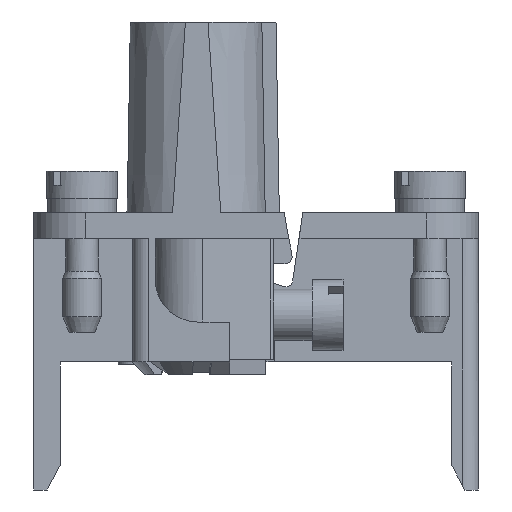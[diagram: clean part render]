
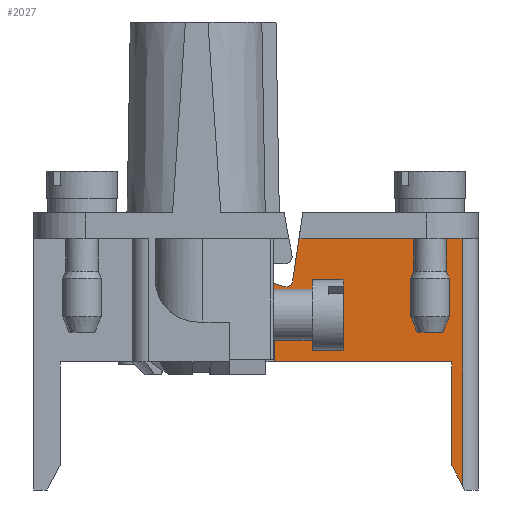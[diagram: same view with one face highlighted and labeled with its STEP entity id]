
A CAD part, left-side view. The second image highlights one B-rep face of the part: STEP entity #2027.
In plain terms, the highlighted planar face has unit normal (-1, 0, 0).
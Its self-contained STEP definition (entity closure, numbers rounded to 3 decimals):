
#1501=FACE_OUTER_BOUND('',#3514,.T.);
#2027=ADVANCED_FACE('',(#1501),#2635,.F.);
#2635=PLANE('',#12683);
#3514=EDGE_LOOP('',(#4613,#4614,#4615,#4616,#4617,#4618,#4619,#4620,#4621,
#4622,#4623,#4624,#4625,#4626,#4627,#4628,#4629));
#4215=CIRCLE('',#12677,0.95);
#4216=CIRCLE('',#12680,0.55);
#4217=CIRCLE('',#12681,1.44);
#4218=CIRCLE('',#12682,1.05);
#4613=ORIENTED_EDGE('',*,*,#8758,.T.);
#4614=ORIENTED_EDGE('',*,*,#8755,.T.);
#4615=ORIENTED_EDGE('',*,*,#8759,.T.);
#4616=ORIENTED_EDGE('',*,*,#8760,.T.);
#4617=ORIENTED_EDGE('',*,*,#8729,.T.);
#4618=ORIENTED_EDGE('',*,*,#8761,.F.);
#4619=ORIENTED_EDGE('',*,*,#8762,.T.);
#4620=ORIENTED_EDGE('',*,*,#8688,.F.);
#4621=ORIENTED_EDGE('',*,*,#8763,.T.);
#4622=ORIENTED_EDGE('',*,*,#8764,.T.);
#4623=ORIENTED_EDGE('',*,*,#8765,.T.);
#4624=ORIENTED_EDGE('',*,*,#8766,.F.);
#4625=ORIENTED_EDGE('',*,*,#8767,.F.);
#4626=ORIENTED_EDGE('',*,*,#8768,.F.);
#4627=ORIENTED_EDGE('',*,*,#8769,.F.);
#4628=ORIENTED_EDGE('',*,*,#8770,.F.);
#4629=ORIENTED_EDGE('',*,*,#8771,.F.);
#7634=VERTEX_POINT('',#16602);
#7635=VERTEX_POINT('',#16604);
#7665=VERTEX_POINT('',#16797);
#7672=VERTEX_POINT('',#16810);
#7686=VERTEX_POINT('',#16855);
#7688=VERTEX_POINT('',#16859);
#7689=VERTEX_POINT('',#16866);
#7690=VERTEX_POINT('',#16868);
#7691=VERTEX_POINT('',#16871);
#7692=VERTEX_POINT('',#16874);
#7693=VERTEX_POINT('',#16876);
#7694=VERTEX_POINT('',#16878);
#7695=VERTEX_POINT('',#16880);
#7696=VERTEX_POINT('',#16882);
#7697=VERTEX_POINT('',#16884);
#7698=VERTEX_POINT('',#16886);
#7699=VERTEX_POINT('',#16888);
#8688=EDGE_CURVE('',#7634,#7635,#10209,.T.);
#8729=EDGE_CURVE('',#7665,#7672,#10223,.T.);
#8755=EDGE_CURVE('',#7686,#7688,#4215,.T.);
#8758=EDGE_CURVE('',#7689,#7686,#10250,.T.);
#8759=EDGE_CURVE('',#7688,#7690,#10251,.T.);
#8760=EDGE_CURVE('',#7690,#7665,#10252,.T.);
#8761=EDGE_CURVE('',#7691,#7672,#10253,.T.);
#8762=EDGE_CURVE('',#7691,#7635,#10254,.T.);
#8763=EDGE_CURVE('',#7634,#7692,#10255,.T.);
#8764=EDGE_CURVE('',#7692,#7693,#4216,.T.);
#8765=EDGE_CURVE('',#7693,#7694,#10256,.T.);
#8766=EDGE_CURVE('',#7695,#7694,#10257,.T.);
#8767=EDGE_CURVE('',#7696,#7695,#10258,.T.);
#8768=EDGE_CURVE('',#7697,#7696,#4217,.T.);
#8769=EDGE_CURVE('',#7698,#7697,#10259,.T.);
#8770=EDGE_CURVE('',#7699,#7698,#10260,.T.);
#8771=EDGE_CURVE('',#7689,#7699,#4218,.T.);
#10209=LINE('',#16603,#11344);
#10223=LINE('',#16811,#11358);
#10250=LINE('',#16865,#11385);
#10251=LINE('',#16867,#11386);
#10252=LINE('',#16869,#11387);
#10253=LINE('',#16870,#11388);
#10254=LINE('',#16872,#11389);
#10255=LINE('',#16873,#11390);
#10256=LINE('',#16877,#11391);
#10257=LINE('',#16879,#11392);
#10258=LINE('',#16881,#11393);
#10259=LINE('',#16885,#11394);
#10260=LINE('',#16887,#11395);
#11344=VECTOR('',#13541,1.);
#11358=VECTOR('',#13575,1.);
#11385=VECTOR('',#13624,1.);
#11386=VECTOR('',#13625,1.);
#11387=VECTOR('',#13626,1.);
#11388=VECTOR('',#13627,1.);
#11389=VECTOR('',#13628,1.);
#11390=VECTOR('',#13629,1.);
#11391=VECTOR('',#13632,1.);
#11392=VECTOR('',#13633,1.);
#11393=VECTOR('',#13634,1.);
#11394=VECTOR('',#13637,1.);
#11395=VECTOR('',#13638,1.);
#12677=AXIS2_PLACEMENT_3D('',#16860,#13616,#13617);
#12680=AXIS2_PLACEMENT_3D('',#16875,#13630,#13631);
#12681=AXIS2_PLACEMENT_3D('',#16883,#13635,#13636);
#12682=AXIS2_PLACEMENT_3D('',#16889,#13639,#13640);
#12683=AXIS2_PLACEMENT_3D('',#16890,#13641,#13642);
#13541=DIRECTION('',(0.,-1.,0.));
#13575=DIRECTION('',(0.,0.,-1.));
#13616=DIRECTION('',(1.,0.,0.));
#13617=DIRECTION('',(0.,0.,-1.));
#13624=DIRECTION('',(0.,-1.,0.));
#13625=DIRECTION('',(0.,0.,-1.));
#13626=DIRECTION('',(0.,-1.,0.));
#13627=DIRECTION('',(0.,0.469,0.883));
#13628=DIRECTION('',(0.,0.,1.));
#13629=DIRECTION('',(0.,0.148,-0.989));
#13630=DIRECTION('',(1.,0.,0.));
#13631=DIRECTION('',(0.,1.,0.));
#13632=DIRECTION('',(0.,0.951,0.309));
#13633=DIRECTION('',(0.,-0.515,-0.857));
#13634=DIRECTION('',(0.,0.,-1.));
#13635=DIRECTION('',(1.,0.,0.));
#13636=DIRECTION('',(0.,0.,-1.));
#13637=DIRECTION('',(0.,0.545,0.839));
#13638=DIRECTION('',(0.,0.,1.));
#13639=DIRECTION('',(1.,0.,0.));
#13640=DIRECTION('',(0.,0.,-1.));
#13641=DIRECTION('',(1.,0.,0.));
#13642=DIRECTION('',(0.,0.,-1.));
#16602=CARTESIAN_POINT('',(-17.2,-3.334,0.));
#16603=CARTESIAN_POINT('',(-17.2,-17.25,0.));
#16604=CARTESIAN_POINT('',(-17.2,-16.05,0.));
#16797=CARTESIAN_POINT('',(-17.2,-15.2,-9.57));
#16810=CARTESIAN_POINT('',(-17.2,-15.2,-17.619));
#16811=CARTESIAN_POINT('',(-17.2,-15.2,-1.1));
#16855=CARTESIAN_POINT('',(-17.2,-0.45,-6.));
#16859=CARTESIAN_POINT('',(-17.2,-1.4,-6.95));
#16860=CARTESIAN_POINT('',(-17.2,-0.45,-6.95));
#16865=CARTESIAN_POINT('',(-17.2,2.83,-6.));
#16866=CARTESIAN_POINT('',(-17.2,1.78,-6.));
#16867=CARTESIAN_POINT('',(-17.2,-1.4,-6.));
#16868=CARTESIAN_POINT('',(-17.2,-1.4,-9.57));
#16869=CARTESIAN_POINT('',(-17.2,-1.4,-9.57));
#16870=CARTESIAN_POINT('',(-17.2,-8.804,-5.591));
#16871=CARTESIAN_POINT('',(-17.2,-16.05,-19.218));
#16872=CARTESIAN_POINT('',(-17.2,-16.05,0.));
#16873=CARTESIAN_POINT('',(-17.2,-3.633,2.));
#16874=CARTESIAN_POINT('',(-17.2,-2.844,-3.281));
#16875=CARTESIAN_POINT('',(-17.2,-2.3,-3.2));
#16876=CARTESIAN_POINT('',(-17.2,-2.13,-3.723));
#16877=CARTESIAN_POINT('',(-17.2,-2.13,-3.723));
#16878=CARTESIAN_POINT('',(-17.2,1.336,-2.597));
#16879=CARTESIAN_POINT('',(-17.2,1.336,-2.597));
#16880=CARTESIAN_POINT('',(-17.2,1.8,-1.825));
#16881=CARTESIAN_POINT('',(-17.2,1.8,-1.825));
#16882=CARTESIAN_POINT('',(-17.2,1.8,-0.835));
#16883=CARTESIAN_POINT('',(-17.2,3.05,-1.55));
#16884=CARTESIAN_POINT('',(-17.2,3.23,-2.979));
#16885=CARTESIAN_POINT('',(-17.2,3.23,-2.979));
#16886=CARTESIAN_POINT('',(-17.2,2.83,-3.595));
#16887=CARTESIAN_POINT('',(-17.2,2.83,-3.595));
#16888=CARTESIAN_POINT('',(-17.2,2.83,-4.95));
#16889=CARTESIAN_POINT('',(-17.2,1.78,-4.95));
#16890=CARTESIAN_POINT('',(-17.2,-17.25,-1.1));
